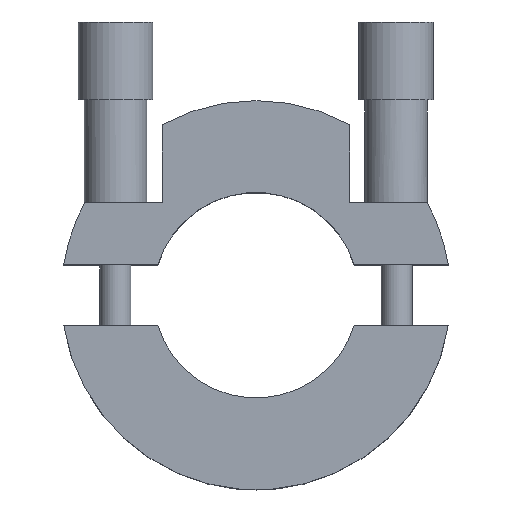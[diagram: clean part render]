
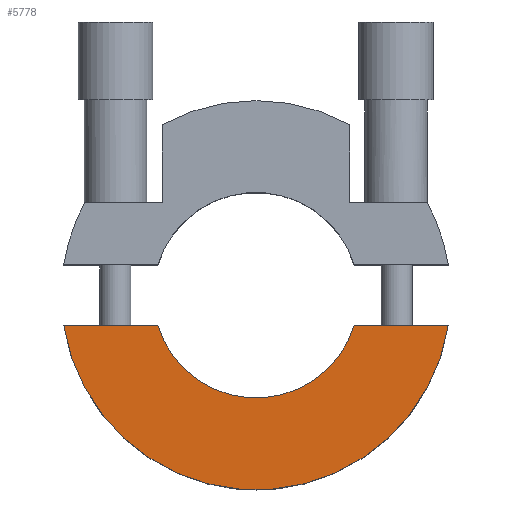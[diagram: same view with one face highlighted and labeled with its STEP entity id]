
A CAD part, top view. The second image highlights one B-rep face of the part: STEP entity #5778.
In plain terms, the highlighted planar face has unit normal (0, 0, 1).
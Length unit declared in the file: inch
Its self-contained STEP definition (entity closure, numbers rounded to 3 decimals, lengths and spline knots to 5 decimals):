
#369 = CIRCLE ( 'NONE', #18299, 0.33 ) ;
#570 = ORIENTED_EDGE ( 'NONE', *, *, #1956, .F. ) ;
#1347 = DIRECTION ( 'NONE',  ( 0., 0., 1. ) ) ;
#1405 = CARTESIAN_POINT ( 'NONE',  ( 0., 0., 0.435 ) ) ;
#1857 = CARTESIAN_POINT ( 'NONE',  ( 0.61735, -0.0975, 0.435 ) ) ;
#1956 = EDGE_CURVE ( 'NONE', #16761, #9080, #7887, .T. ) ;
#1986 = VECTOR ( 'NONE', #9114, 39.37008 ) ;
#2373 = CARTESIAN_POINT ( 'NONE',  ( 0., -0.0975, 0.435 ) ) ;
#2457 = CARTESIAN_POINT ( 'NONE',  ( 0., 0., 0.435 ) ) ;
#2930 = CARTESIAN_POINT ( 'NONE',  ( 0., 0., 0.435 ) ) ;
#3132 = EDGE_CURVE ( 'NONE', #14802, #16761, #369, .T. ) ;
#3312 = LINE ( 'NONE', #2373, #7816 ) ;
#5778 = ADVANCED_FACE ( 'NONE', ( #14549 ), #12291, .T. ) ;
#7816 = VECTOR ( 'NONE', #9693, 39.37008 ) ;
#7887 = LINE ( 'NONE', #12004, #1986 ) ;
#8822 = EDGE_LOOP ( 'NONE', ( #16278, #13761, #16309, #570 ) ) ;
#8964 = DIRECTION ( 'NONE',  ( 0., 0., 1. ) ) ;
#9080 = VERTEX_POINT ( 'NONE', #1857 ) ;
#9114 = DIRECTION ( 'NONE',  ( 1., 0., 0. ) ) ;
#9693 = DIRECTION ( 'NONE',  ( 1., 0., 0. ) ) ;
#9975 = CIRCLE ( 'NONE', #10190, 0.625 ) ;
#10190 = AXIS2_PLACEMENT_3D ( 'NONE', #2930, #8964, #11732 ) ;
#10291 = CARTESIAN_POINT ( 'NONE',  ( -0.61735, -0.0975, 0.435 ) ) ;
#10351 = EDGE_CURVE ( 'NONE', #18044, #9080, #9975, .T. ) ;
#10961 = DIRECTION ( 'NONE',  ( 0., 0., 1. ) ) ;
#11732 = DIRECTION ( 'NONE',  ( 1., 0., 0. ) ) ;
#11818 = CARTESIAN_POINT ( 'NONE',  ( 0.31527, -0.0975, 0.435 ) ) ;
#12004 = CARTESIAN_POINT ( 'NONE',  ( 0., -0.0975, 0.435 ) ) ;
#12291 = PLANE ( 'NONE',  #17799 ) ;
#13761 = ORIENTED_EDGE ( 'NONE', *, *, #15623, .F. ) ;
#14349 = DIRECTION ( 'NONE',  ( 1., 0., 0. ) ) ;
#14549 = FACE_OUTER_BOUND ( 'NONE', #8822, .T. ) ;
#14802 = VERTEX_POINT ( 'NONE', #17318 ) ;
#15451 = DIRECTION ( 'NONE',  ( 1., 0., 0. ) ) ;
#15623 = EDGE_CURVE ( 'NONE', #18044, #14802, #3312, .T. ) ;
#16278 = ORIENTED_EDGE ( 'NONE', *, *, #3132, .F. ) ;
#16309 = ORIENTED_EDGE ( 'NONE', *, *, #10351, .T. ) ;
#16761 = VERTEX_POINT ( 'NONE', #11818 ) ;
#17318 = CARTESIAN_POINT ( 'NONE',  ( -0.31527, -0.0975, 0.435 ) ) ;
#17799 = AXIS2_PLACEMENT_3D ( 'NONE', #2457, #10961, #15451 ) ;
#18044 = VERTEX_POINT ( 'NONE', #10291 ) ;
#18299 = AXIS2_PLACEMENT_3D ( 'NONE', #1405, #1347, #14349 ) ;
